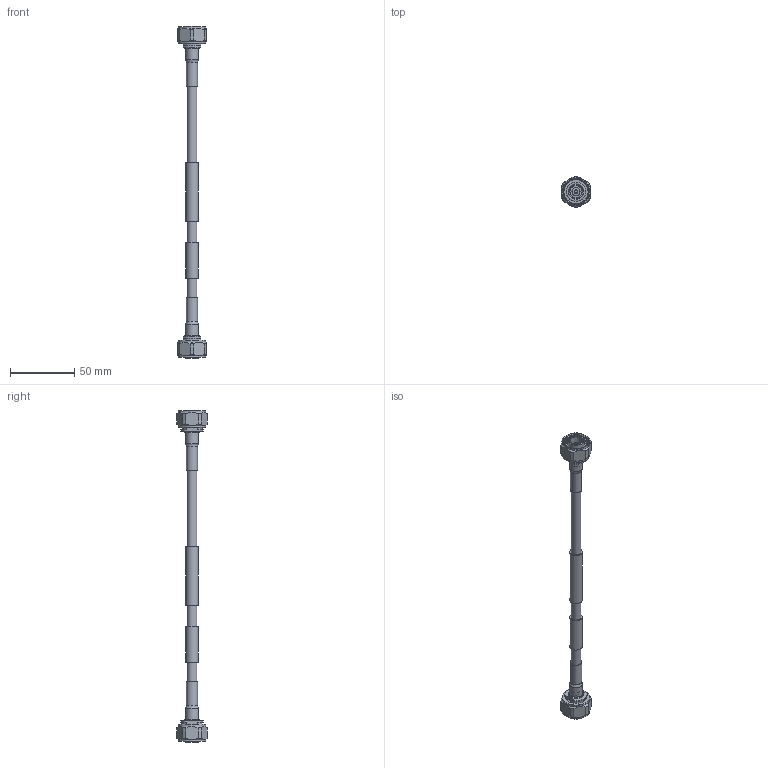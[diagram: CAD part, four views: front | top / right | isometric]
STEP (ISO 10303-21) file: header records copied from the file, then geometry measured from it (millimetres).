
FILE_DESCRIPTION (( 'STEP AP203' ), '1' );
FILE_NAME ('FMCA2230_3D.step', '2021-02-09T20:44:17', ( '' ), ( '' ), 'SwSTEP 2.0', 'SolidWorks 2018', '' );
FILE_SCHEMA (( 'CONFIG_CONTROL_DESIGN' ));
Length unit declared in the file: inch
Products named in the file (4): FMCN1690^FMCA2230; Heat Shrink^FMCA2230; FMCA2230_3D; FM-1/4SFHC^FMCA2230
Assembly tree (5 placements, depth 2):
  FMCA2230_3D
    FM-1/4SFHC^FMCA2230
    Heat Shrink^FMCA2230  x2
    FMCN1690^FMCA2230  x2
Bounding box: 22 x 24.02 x 259.22 mm (x, y, z)
Volume: 22458.7 mm3; surface area: 14152.9 mm2
Topology: 7 solids, 7 shells, 151 faces, 313 edges, 200 vertices
Faces by surface type: plane 62, cylinder 59, cone 14, bspline 10, torus 6
Full cylindrical faces by diameter (mm): 1.016 x2, 2.896 x2, 6.263 x2, 6.604 x2, 7.696 x3, 8.158 x4, 8.698 x2, 8.78 x4, 9.398 x2, 9.906 x2, 10.055 x2, 11.9 x2, 11.992 x2, 16.115 x2, 17.131 x2, 21.016 x2, 21.711 x4
Entity records: 4282 total; most frequent: CARTESIAN_POINT 2289, DIRECTION 334, ORIENTED_EDGE 246, AXIS2_PLACEMENT_3D 153, EDGE_LOOP 131, EDGE_CURVE 123, FACE_OUTER_BOUND 106, VERTEX_POINT 98
